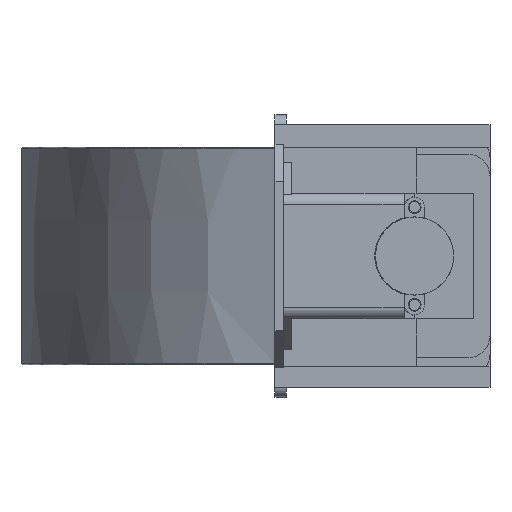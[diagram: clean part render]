
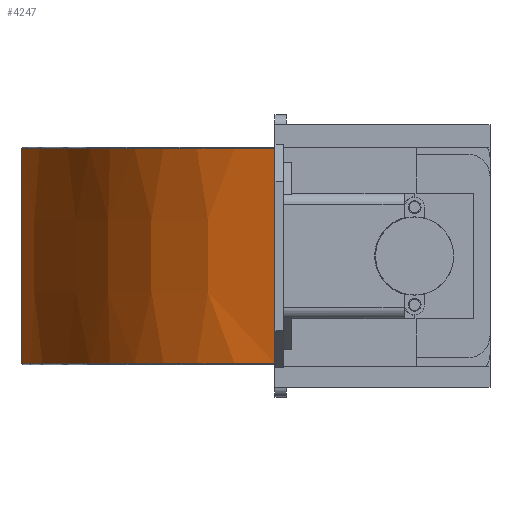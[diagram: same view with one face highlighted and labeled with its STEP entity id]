
A CAD part, front view. The second image highlights one B-rep face of the part: STEP entity #4247.
In plain terms, the highlighted free-form (B-spline) face has degree [3, 3] with [4, 10] control points.
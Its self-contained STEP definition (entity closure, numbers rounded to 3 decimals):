
#24=B_SPLINE_SURFACE_WITH_KNOTS('',3,3,((#8526,#8527,#8528,#8529,#8530,
#8531,#8532,#8533,#8534,#8535),(#8536,#8537,#8538,#8539,#8540,#8541,#8542,
#8543,#8544,#8545),(#8546,#8547,#8548,#8549,#8550,#8551,#8552,#8553,#8554,
#8555),(#8556,#8557,#8558,#8559,#8560,#8561,#8562,#8563,#8564,#8565)),
 .UNSPECIFIED.,.F.,.F.,.F.,(4,4),(4,1,1,1,1,1,1,4),(0.,7.7),(0.008,
0.038,0.068,0.129,0.189,
0.25,0.371,0.432),.UNSPECIFIED.);
#68=B_SPLINE_CURVE_WITH_KNOTS('',3,(#8023,#8024,#8025,#8026,#8027,#8028),
 .UNSPECIFIED.,.F.,.F.,(4,2,4),(-7.7,-3.85,0.),.UNSPECIFIED.);
#77=B_SPLINE_CURVE_WITH_KNOTS('',3,(#8466,#8467,#8468,#8469,#8470,#8471,
#8472,#8473,#8474,#8475),.UNSPECIFIED.,.F.,.F.,(4,1,1,1,1,1,1,4),(0.008,
0.038,0.068,0.129,0.189,
0.25,0.31,0.432),.UNSPECIFIED.);
#80=B_SPLINE_CURVE_WITH_KNOTS('',3,(#8567,#8568,#8569,#8570,#8571,#8572,
#8573,#8574,#8575,#8576),.UNSPECIFIED.,.F.,.F.,(4,1,1,1,1,1,1,4),(0.008,
0.038,0.068,0.129,0.189,
0.25,0.371,0.432),.UNSPECIFIED.);
#81=B_SPLINE_CURVE_WITH_KNOTS('',3,(#8577,#8578,#8579,#8580,#8581,#8582),
 .UNSPECIFIED.,.F.,.F.,(4,2,4),(-7.7,-3.85,0.),.UNSPECIFIED.);
#520=FACE_OUTER_BOUND('',#782,.T.);
#782=EDGE_LOOP('',(#3443,#3444,#3445,#3446));
#2034=VERTEX_POINT('',#7981);
#2035=VERTEX_POINT('',#8022);
#2044=VERTEX_POINT('',#8465);
#2045=VERTEX_POINT('',#8566);
#2530=EDGE_CURVE('',#2035,#2034,#68,.T.);
#2544=EDGE_CURVE('',#2035,#2044,#77,.T.);
#2547=EDGE_CURVE('',#2034,#2045,#80,.T.);
#2548=EDGE_CURVE('',#2045,#2044,#81,.T.);
#3443=ORIENTED_EDGE('',*,*,#2530,.T.);
#3444=ORIENTED_EDGE('',*,*,#2547,.T.);
#3445=ORIENTED_EDGE('',*,*,#2548,.T.);
#3446=ORIENTED_EDGE('',*,*,#2544,.F.);
#4247=ADVANCED_FACE('',(#520),#24,.T.);
#7981=CARTESIAN_POINT('',(38.5,35.445,-3.266));
#8022=CARTESIAN_POINT('',(-38.5,35.445,-3.266));
#8023=CARTESIAN_POINT('Ctrl Pts',(-38.5,35.445,-3.266));
#8024=CARTESIAN_POINT('Ctrl Pts',(-25.667,35.445,-3.266));
#8025=CARTESIAN_POINT('Ctrl Pts',(-12.833,35.445,-3.266));
#8026=CARTESIAN_POINT('Ctrl Pts',(12.833,35.445,-3.266));
#8027=CARTESIAN_POINT('Ctrl Pts',(25.667,35.445,-3.266));
#8028=CARTESIAN_POINT('Ctrl Pts',(38.5,35.445,-3.266));
#8465=CARTESIAN_POINT('',(-38.5,-70.,-113.863));
#8466=CARTESIAN_POINT('Ctrl Pts',(-38.5,35.445,-3.266));
#8467=CARTESIAN_POINT('Ctrl Pts',(-38.5,35.299,-7.551));
#8468=CARTESIAN_POINT('Ctrl Pts',(-38.5,34.421,-16.11));
#8469=CARTESIAN_POINT('Ctrl Pts',(-38.5,30.291,-32.734));
#8470=CARTESIAN_POINT('Ctrl Pts',(-38.5,21.,-51.58));
#8471=CARTESIAN_POINT('Ctrl Pts',(-38.5,5.65,-69.883));
#8472=CARTESIAN_POINT('Ctrl Pts',(-38.5,-12.024,-84.598));
#8473=CARTESIAN_POINT('Ctrl Pts',(-38.5,-37.358,-100.524));
#8474=CARTESIAN_POINT('Ctrl Pts',(-38.5,-57.238,-109.187));
#8475=CARTESIAN_POINT('Ctrl Pts',(-38.5,-70.,-113.863));
#8526=CARTESIAN_POINT('Ctrl Pts',(-38.5,35.445,-3.266));
#8527=CARTESIAN_POINT('Ctrl Pts',(-38.5,35.299,-7.551));
#8528=CARTESIAN_POINT('Ctrl Pts',(-38.5,34.421,-16.109));
#8529=CARTESIAN_POINT('Ctrl Pts',(-38.5,30.291,-32.735));
#8530=CARTESIAN_POINT('Ctrl Pts',(-38.5,20.999,-51.576));
#8531=CARTESIAN_POINT('Ctrl Pts',(-38.5,5.651,-69.887));
#8532=CARTESIAN_POINT('Ctrl Pts',(-38.5,-17.92,-89.483));
#8533=CARTESIAN_POINT('Ctrl Pts',(-38.5,-44.119,-103.642));
#8534=CARTESIAN_POINT('Ctrl Pts',(-38.5,-63.619,-111.525));
#8535=CARTESIAN_POINT('Ctrl Pts',(-38.5,-70.,-113.863));
#8536=CARTESIAN_POINT('Ctrl Pts',(-12.833,35.445,-3.266));
#8537=CARTESIAN_POINT('Ctrl Pts',(-12.833,35.299,-7.551));
#8538=CARTESIAN_POINT('Ctrl Pts',(-12.833,34.421,-16.109));
#8539=CARTESIAN_POINT('Ctrl Pts',(-12.833,30.291,-32.735));
#8540=CARTESIAN_POINT('Ctrl Pts',(-12.833,20.999,-51.576));
#8541=CARTESIAN_POINT('Ctrl Pts',(-12.833,5.651,-69.887));
#8542=CARTESIAN_POINT('Ctrl Pts',(-12.833,-17.92,-89.483));
#8543=CARTESIAN_POINT('Ctrl Pts',(-12.833,-44.119,-103.642));
#8544=CARTESIAN_POINT('Ctrl Pts',(-12.833,-63.619,-111.525));
#8545=CARTESIAN_POINT('Ctrl Pts',(-12.833,-70.,-113.863));
#8546=CARTESIAN_POINT('Ctrl Pts',(12.833,35.445,-3.266));
#8547=CARTESIAN_POINT('Ctrl Pts',(12.833,35.299,-7.551));
#8548=CARTESIAN_POINT('Ctrl Pts',(12.833,34.421,-16.109));
#8549=CARTESIAN_POINT('Ctrl Pts',(12.833,30.291,-32.735));
#8550=CARTESIAN_POINT('Ctrl Pts',(12.833,20.999,-51.576));
#8551=CARTESIAN_POINT('Ctrl Pts',(12.833,5.651,-69.887));
#8552=CARTESIAN_POINT('Ctrl Pts',(12.833,-17.92,-89.483));
#8553=CARTESIAN_POINT('Ctrl Pts',(12.833,-44.119,-103.642));
#8554=CARTESIAN_POINT('Ctrl Pts',(12.833,-63.619,-111.525));
#8555=CARTESIAN_POINT('Ctrl Pts',(12.833,-70.,-113.863));
#8556=CARTESIAN_POINT('Ctrl Pts',(38.5,35.445,-3.266));
#8557=CARTESIAN_POINT('Ctrl Pts',(38.5,35.299,-7.551));
#8558=CARTESIAN_POINT('Ctrl Pts',(38.5,34.421,-16.109));
#8559=CARTESIAN_POINT('Ctrl Pts',(38.5,30.291,-32.735));
#8560=CARTESIAN_POINT('Ctrl Pts',(38.5,20.999,-51.576));
#8561=CARTESIAN_POINT('Ctrl Pts',(38.5,5.651,-69.887));
#8562=CARTESIAN_POINT('Ctrl Pts',(38.5,-17.92,-89.483));
#8563=CARTESIAN_POINT('Ctrl Pts',(38.5,-44.119,-103.642));
#8564=CARTESIAN_POINT('Ctrl Pts',(38.5,-63.619,-111.525));
#8565=CARTESIAN_POINT('Ctrl Pts',(38.5,-70.,-113.863));
#8566=CARTESIAN_POINT('',(38.5,-70.,-113.863));
#8567=CARTESIAN_POINT('Ctrl Pts',(38.5,35.445,-3.266));
#8568=CARTESIAN_POINT('Ctrl Pts',(38.5,35.299,-7.551));
#8569=CARTESIAN_POINT('Ctrl Pts',(38.5,34.421,-16.109));
#8570=CARTESIAN_POINT('Ctrl Pts',(38.5,30.291,-32.735));
#8571=CARTESIAN_POINT('Ctrl Pts',(38.5,20.999,-51.576));
#8572=CARTESIAN_POINT('Ctrl Pts',(38.5,5.651,-69.887));
#8573=CARTESIAN_POINT('Ctrl Pts',(38.5,-17.92,-89.483));
#8574=CARTESIAN_POINT('Ctrl Pts',(38.5,-44.119,-103.642));
#8575=CARTESIAN_POINT('Ctrl Pts',(38.5,-63.619,-111.525));
#8576=CARTESIAN_POINT('Ctrl Pts',(38.5,-70.,-113.863));
#8577=CARTESIAN_POINT('Ctrl Pts',(38.5,-70.,-113.863));
#8578=CARTESIAN_POINT('Ctrl Pts',(25.667,-70.,-113.863));
#8579=CARTESIAN_POINT('Ctrl Pts',(12.833,-70.,-113.863));
#8580=CARTESIAN_POINT('Ctrl Pts',(-12.833,-70.,-113.863));
#8581=CARTESIAN_POINT('Ctrl Pts',(-25.667,-70.,-113.863));
#8582=CARTESIAN_POINT('Ctrl Pts',(-38.5,-70.,-113.863));
